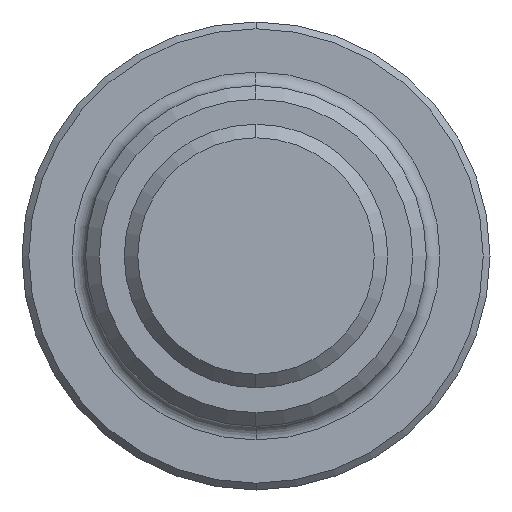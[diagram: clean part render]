
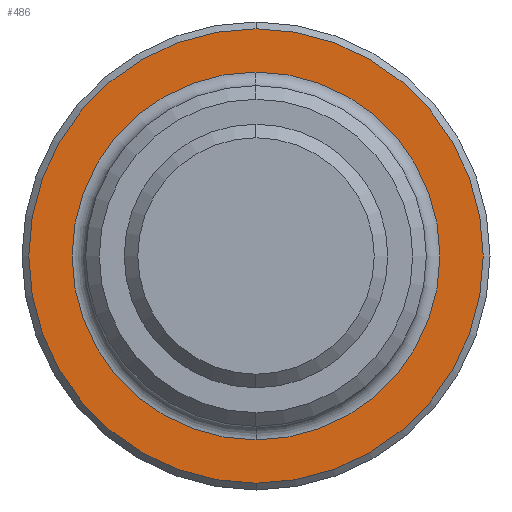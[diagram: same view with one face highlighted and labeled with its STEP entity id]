
A CAD part, left-side view. The second image highlights one B-rep face of the part: STEP entity #486.
In plain terms, the highlighted planar face has unit normal (-1, 0, 0).
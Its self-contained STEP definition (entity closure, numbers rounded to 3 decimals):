
#103=CARTESIAN_POINT('',(548.,0.,0.));
#104=DIRECTION('',(-1.,0.,0.));
#105=DIRECTION('',(0.,0.,-1.));
#106=AXIS2_PLACEMENT_3D('',#103,#104,#105);
#108=CARTESIAN_POINT('',(548.,0.,0.));
#109=DIRECTION('',(-1.,0.,0.));
#110=DIRECTION('',(0.,0.,1.));
#111=AXIS2_PLACEMENT_3D('',#108,#109,#110);
#113=CARTESIAN_POINT('',(548.,0.,0.));
#114=DIRECTION('',(1.,0.,0.));
#115=DIRECTION('',(0.,0.,-1.));
#116=AXIS2_PLACEMENT_3D('',#113,#114,#115);
#118=CARTESIAN_POINT('',(548.,0.,0.));
#119=DIRECTION('',(1.,0.,0.));
#120=DIRECTION('',(0.,0.,1.));
#121=AXIS2_PLACEMENT_3D('',#118,#119,#120);
#263=CARTESIAN_POINT('',(548.,0.,-16.675));
#264=CARTESIAN_POINT('',(548.,0.,16.675));
#265=VERTEX_POINT('',#263);
#266=VERTEX_POINT('',#264);
#291=CARTESIAN_POINT('',(548.,0.,-13.5));
#292=CARTESIAN_POINT('',(548.,0.,13.5));
#293=VERTEX_POINT('',#291);
#294=VERTEX_POINT('',#292);
#471=CARTESIAN_POINT('',(548.,0.,0.));
#472=DIRECTION('',(1.,0.,0.));
#473=DIRECTION('',(0.,0.,1.));
#474=AXIS2_PLACEMENT_3D('',#471,#472,#473);
#475=PLANE('',#474);
#477=ORIENTED_EDGE('',*,*,#476,.F.);
#479=ORIENTED_EDGE('',*,*,#478,.F.);
#480=EDGE_LOOP('',(#477,#479));
#481=FACE_OUTER_BOUND('',#480,.F.);
#482=ORIENTED_EDGE('',*,*,#438,.F.);
#483=ORIENTED_EDGE('',*,*,#453,.F.);
#484=EDGE_LOOP('',(#482,#483));
#485=FACE_BOUND('',#484,.F.);
#486=ADVANCED_FACE('',(#481,#485),#475,.F.);
#107=CIRCLE('',#106,16.675);
#112=CIRCLE('',#111,16.675);
#117=CIRCLE('',#116,13.5);
#122=CIRCLE('',#121,13.5);
#438=EDGE_CURVE('',#293,#294,#117,.T.);
#453=EDGE_CURVE('',#294,#293,#122,.T.);
#476=EDGE_CURVE('',#265,#266,#107,.T.);
#478=EDGE_CURVE('',#266,#265,#112,.T.);
